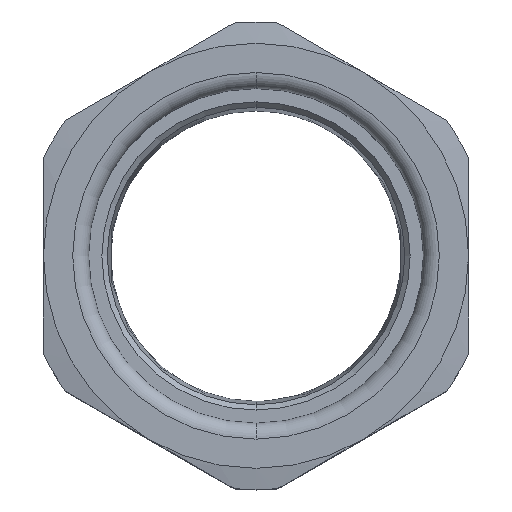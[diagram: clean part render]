
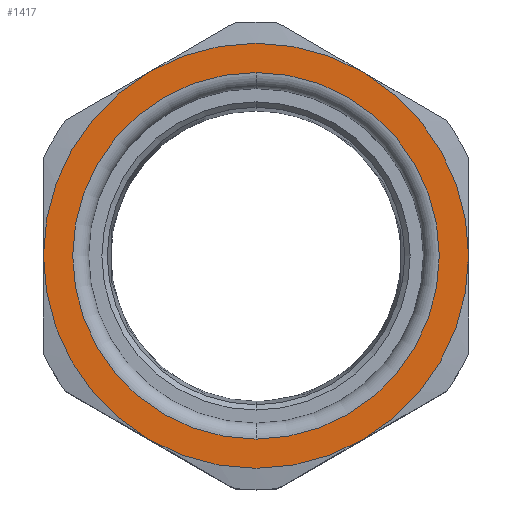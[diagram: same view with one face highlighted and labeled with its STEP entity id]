
A CAD part, top view. The second image highlights one B-rep face of the part: STEP entity #1417.
In plain terms, the highlighted planar face has unit normal (0, 0, 1).
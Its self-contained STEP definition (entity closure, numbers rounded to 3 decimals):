
#253=AXIS2_PLACEMENT_3D('Circle Axis2P3D',#251,#252,$) ;
#281=AXIS2_PLACEMENT_3D('Circle Axis2P3D',#279,#280,$) ;
#422=AXIS2_PLACEMENT_3D('Circle Axis2P3D',#420,#421,$) ;
#497=AXIS2_PLACEMENT_3D('Circle Axis2P3D',#495,#496,$) ;
#537=AXIS2_PLACEMENT_3D('Circle Axis2P3D',#535,#536,$) ;
#582=AXIS2_PLACEMENT_3D('Circle Axis2P3D',#580,#581,$) ;
#672=AXIS2_PLACEMENT_3D('Circle Axis2P3D',#670,#671,$) ;
#709=AXIS2_PLACEMENT_3D('Circle Axis2P3D',#707,#708,$) ;
#1382=AXIS2_PLACEMENT_3D('Plane Axis2P3D',#1379,#1380,#1381) ;
#1401=AXIS2_PLACEMENT_3D('Circle Axis2P3D',#1399,#1400,$) ;
#1410=AXIS2_PLACEMENT_3D('Circle Axis2P3D',#1408,#1409,$) ;
#246=CARTESIAN_POINT('Vertex',(60.,78.641,61.75)) ;
#251=CARTESIAN_POINT('Axis2P3D Location',(40.,44.,61.75)) ;
#255=CARTESIAN_POINT('Vertex',(60.812,78.159,61.75)) ;
#274=CARTESIAN_POINT('Vertex',(20.,9.359,61.75)) ;
#279=CARTESIAN_POINT('Axis2P3D Location',(40.,44.,61.75)) ;
#283=CARTESIAN_POINT('Vertex',(19.188,9.841,61.75)) ;
#415=CARTESIAN_POINT('Vertex',(0.,44.001,61.75)) ;
#420=CARTESIAN_POINT('Axis2P3D Location',(40.,44.,61.75)) ;
#424=CARTESIAN_POINT('Vertex',(19.999,78.64,61.75)) ;
#495=CARTESIAN_POINT('Axis2P3D Location',(40.,44.,61.75)) ;
#499=CARTESIAN_POINT('Vertex',(0.,43.999,61.75)) ;
#530=CARTESIAN_POINT('Vertex',(20.001,78.642,61.75)) ;
#535=CARTESIAN_POINT('Axis2P3D Location',(40.,44.,61.75)) ;
#575=CARTESIAN_POINT('Vertex',(59.999,9.358,61.75)) ;
#580=CARTESIAN_POINT('Axis2P3D Location',(40.,44.,61.75)) ;
#665=CARTESIAN_POINT('Vertex',(80.,43.999,61.75)) ;
#670=CARTESIAN_POINT('Axis2P3D Location',(40.,44.,61.75)) ;
#674=CARTESIAN_POINT('Vertex',(60.001,9.36,61.75)) ;
#707=CARTESIAN_POINT('Axis2P3D Location',(40.,44.,61.75)) ;
#711=CARTESIAN_POINT('Vertex',(80.,44.001,61.75)) ;
#869=CARTESIAN_POINT('Line Origine',(20.,78.641,61.75)) ;
#916=CARTESIAN_POINT('Line Origine',(0.,43.999,61.75)) ;
#920=CARTESIAN_POINT('Vertex',(0.,44.,61.75)) ;
#924=CARTESIAN_POINT('Control Point',(0.,44.,61.75)) ;
#925=CARTESIAN_POINT('Control Point',(0.,44.,61.75)) ;
#926=CARTESIAN_POINT('Control Point',(0.,44.001,61.75)) ;
#927=CARTESIAN_POINT('Control Point',(0.,44.001,61.75)) ;
#928=CARTESIAN_POINT('Control Point',(0.,44.001,61.75)) ;
#929=CARTESIAN_POINT('Control Point',(0.,44.001,61.75)) ;
#1000=CARTESIAN_POINT('Line Origine',(60.,9.359,61.75)) ;
#1037=CARTESIAN_POINT('Line Origine',(80.,44.,61.75)) ;
#1379=CARTESIAN_POINT('Axis2P3D Location',(40.,44.,61.75)) ;
#1399=CARTESIAN_POINT('Axis2P3D Location',(40.,44.,61.75)) ;
#1403=CARTESIAN_POINT('Vertex',(40.,78.5,61.75)) ;
#1405=CARTESIAN_POINT('Vertex',(40.,9.5,61.75)) ;
#1408=CARTESIAN_POINT('Axis2P3D Location',(40.,44.,61.75)) ;
#252=DIRECTION('Axis2P3D Direction',(0.,0.,-1.)) ;
#280=DIRECTION('Axis2P3D Direction',(0.,0.,-1.)) ;
#421=DIRECTION('Axis2P3D Direction',(0.,0.,-1.)) ;
#496=DIRECTION('Axis2P3D Direction',(0.,0.,-1.)) ;
#536=DIRECTION('Axis2P3D Direction',(0.,0.,-1.)) ;
#581=DIRECTION('Axis2P3D Direction',(0.,0.,-1.)) ;
#671=DIRECTION('Axis2P3D Direction',(0.,0.,-1.)) ;
#708=DIRECTION('Axis2P3D Direction',(0.,0.,-1.)) ;
#870=DIRECTION('Vector Direction',(0.866,0.5,0.)) ;
#917=DIRECTION('Vector Direction',(0.,1.,0.)) ;
#1001=DIRECTION('Vector Direction',(-0.866,-0.5,0.)) ;
#1038=DIRECTION('Vector Direction',(0.,-1.,0.)) ;
#1380=DIRECTION('Axis2P3D Direction',(0.,0.,-1.)) ;
#1381=DIRECTION('Axis2P3D XDirection',(0.,1.,0.)) ;
#1400=DIRECTION('Axis2P3D Direction',(0.,0.,-1.)) ;
#1409=DIRECTION('Axis2P3D Direction',(0.,0.,-1.)) ;
#871=VECTOR('Line Direction',#870,1.) ;
#918=VECTOR('Line Direction',#917,1.) ;
#1002=VECTOR('Line Direction',#1001,1.) ;
#1039=VECTOR('Line Direction',#1038,1.) ;
#1385=ORIENTED_EDGE('',*,*,#1041,.T.) ;
#1386=ORIENTED_EDGE('',*,*,#713,.T.) ;
#1387=ORIENTED_EDGE('',*,*,#257,.T.) ;
#1388=ORIENTED_EDGE('',*,*,#539,.T.) ;
#1389=ORIENTED_EDGE('',*,*,#873,.T.) ;
#1390=ORIENTED_EDGE('',*,*,#426,.T.) ;
#1391=ORIENTED_EDGE('',*,*,#930,.T.) ;
#1392=ORIENTED_EDGE('',*,*,#922,.T.) ;
#1393=ORIENTED_EDGE('',*,*,#501,.T.) ;
#1394=ORIENTED_EDGE('',*,*,#285,.T.) ;
#1395=ORIENTED_EDGE('',*,*,#584,.T.) ;
#1396=ORIENTED_EDGE('',*,*,#1004,.T.) ;
#1397=ORIENTED_EDGE('',*,*,#676,.T.) ;
#1414=ORIENTED_EDGE('',*,*,#1407,.F.) ;
#1415=ORIENTED_EDGE('',*,*,#1412,.F.) ;
#1416=FACE_BOUND('',#1413,.T.) ;
#1417=ADVANCED_FACE('PartBody',(#1398,#1416),#1383,.F.) ;
#923=B_SPLINE_CURVE_WITH_KNOTS('',5,(#924,#925,#926,#927,#928,#929),.UNSPECIFIED.,.F.,.U.,(6,6),(33.135,33.137),.UNSPECIFIED.) ;
#254=CIRCLE('generated circle',#253,40.) ;
#282=CIRCLE('generated circle',#281,40.) ;
#423=CIRCLE('generated circle',#422,40.) ;
#498=CIRCLE('generated circle',#497,40.) ;
#538=CIRCLE('generated circle',#537,40.) ;
#583=CIRCLE('generated circle',#582,40.) ;
#673=CIRCLE('generated circle',#672,40.) ;
#710=CIRCLE('generated circle',#709,40.) ;
#1402=CIRCLE('generated circle',#1401,34.5) ;
#1411=CIRCLE('generated circle',#1410,34.5) ;
#257=EDGE_CURVE('',#256,#247,#254,.F.) ;
#285=EDGE_CURVE('',#284,#275,#282,.F.) ;
#426=EDGE_CURVE('',#425,#416,#423,.F.) ;
#501=EDGE_CURVE('',#500,#284,#498,.F.) ;
#539=EDGE_CURVE('',#247,#531,#538,.F.) ;
#584=EDGE_CURVE('',#275,#576,#583,.F.) ;
#676=EDGE_CURVE('',#675,#666,#673,.F.) ;
#713=EDGE_CURVE('',#712,#256,#710,.F.) ;
#873=EDGE_CURVE('',#531,#425,#872,.F.) ;
#922=EDGE_CURVE('',#921,#500,#919,.F.) ;
#930=EDGE_CURVE('',#416,#921,#923,.F.) ;
#1004=EDGE_CURVE('',#576,#675,#1003,.F.) ;
#1041=EDGE_CURVE('',#666,#712,#1040,.F.) ;
#1407=EDGE_CURVE('',#1404,#1406,#1402,.F.) ;
#1412=EDGE_CURVE('',#1406,#1404,#1411,.F.) ;
#1384=EDGE_LOOP('',(#1385,#1386,#1387,#1388,#1389,#1390,#1391,#1392,#1393,#1394,#1395,#1396,#1397)) ;
#1413=EDGE_LOOP('',(#1414,#1415)) ;
#1398=FACE_OUTER_BOUND('',#1384,.T.) ;
#872=LINE('Line',#869,#871) ;
#919=LINE('Line',#916,#918) ;
#1003=LINE('Line',#1000,#1002) ;
#1040=LINE('Line',#1037,#1039) ;
#1383=PLANE('',#1382) ;
#247=VERTEX_POINT('',#246) ;
#256=VERTEX_POINT('',#255) ;
#275=VERTEX_POINT('',#274) ;
#284=VERTEX_POINT('',#283) ;
#416=VERTEX_POINT('',#415) ;
#425=VERTEX_POINT('',#424) ;
#500=VERTEX_POINT('',#499) ;
#531=VERTEX_POINT('',#530) ;
#576=VERTEX_POINT('',#575) ;
#666=VERTEX_POINT('',#665) ;
#675=VERTEX_POINT('',#674) ;
#712=VERTEX_POINT('',#711) ;
#921=VERTEX_POINT('',#920) ;
#1404=VERTEX_POINT('',#1403) ;
#1406=VERTEX_POINT('',#1405) ;
